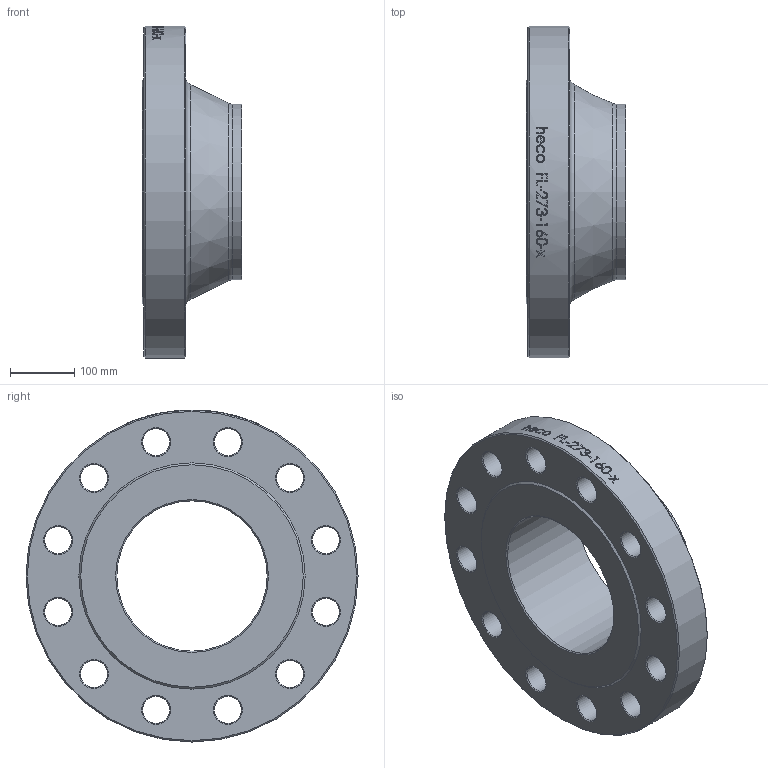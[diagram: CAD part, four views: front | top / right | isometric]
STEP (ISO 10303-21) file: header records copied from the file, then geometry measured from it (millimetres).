
FILE_DESCRIPTION (( 'STEP AP214' ), '1' );
FILE_NAME ('FL-273-160-x Vorschweissflansch DIN2638 EN1092 2103.STEP', '2021-03-16T10:56:56', ( '' ), ( '' ), 'SwSTEP 2.0', 'SolidWorks 2019', '' );
FILE_SCHEMA (( 'AUTOMOTIVE_DESIGN' ));
Length unit declared in the file: millimetre
Products named in the file (1): FL-273-160-x Vorschweissflansch DIN2638 EN1092 2103
Bounding box: 155 x 515 x 515 mm (x, y, z)
Volume: 12299884.9 mm3; surface area: 668898.1 mm2
Topology: 1 solids, 1 shells, 70 faces, 275 edges, 228 vertices
Faces by surface type: cylinder 35, cone 29, plane 4, torus 2
Full cylindrical faces by diameter (mm): 42 x12, 233 x1, 273 x1, 515 x1
Entity records: 6872 total; most frequent: CARTESIAN_POINT 4584, ORIENTED_EDGE 424, DIRECTION 356, EDGE_CURVE 212, VERTEX_POINT 212, AXIS2_PLACEMENT_3D 166, EDGE_LOOP 164, CIRCLE 95
